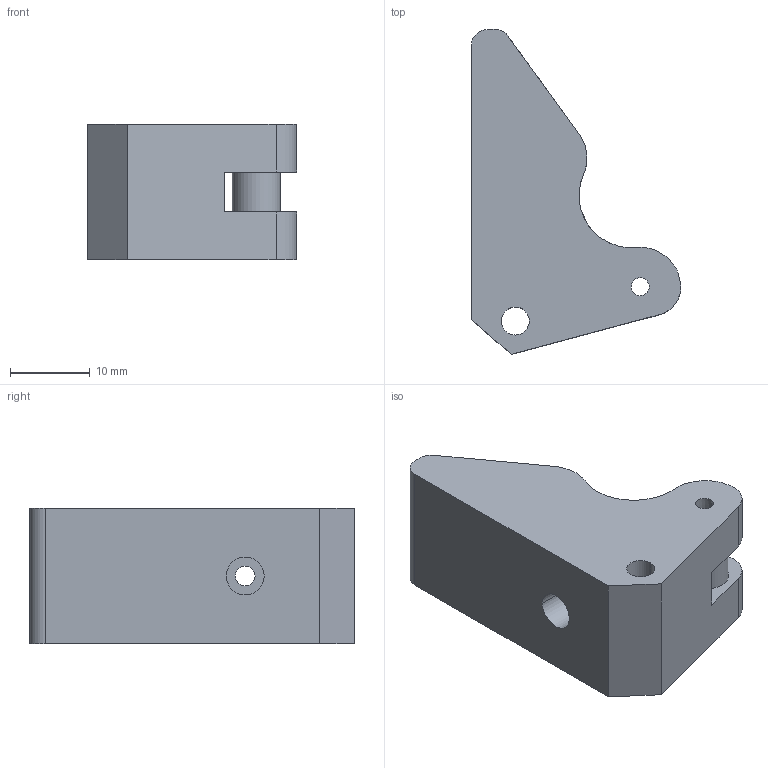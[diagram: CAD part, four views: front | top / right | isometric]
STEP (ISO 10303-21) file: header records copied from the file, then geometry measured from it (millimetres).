
FILE_DESCRIPTION (( 'STEP AP203' ), '1' );
FILE_NAME ('17_extruder bras.STEP', '2016-09-13T09:25:50', ( '' ), ( '' ), 'SwSTEP 2.0', 'SolidWorks 2016', '' );
FILE_SCHEMA (( 'CONFIG_CONTROL_DESIGN' ));
Length unit declared in the file: millimetre
Products named in the file (1): 17_extruder bras
Bounding box: 26.2 x 40.66 x 17 mm (x, y, z)
Volume: 8697.8 mm3; surface area: 4022.7 mm2
Topology: 1 solids, 1 shells, 67 faces, 169 edges, 108 vertices
Faces by surface type: cylinder 29, plane 20, bspline 10, sphere 4, cone 4
Entity records: 2795 total; most frequent: CARTESIAN_POINT 1096, DIRECTION 350, ORIENTED_EDGE 338, EDGE_CURVE 169, AXIS2_PLACEMENT_3D 142, VERTEX_POINT 108, CIRCLE 84, EDGE_LOOP 79
